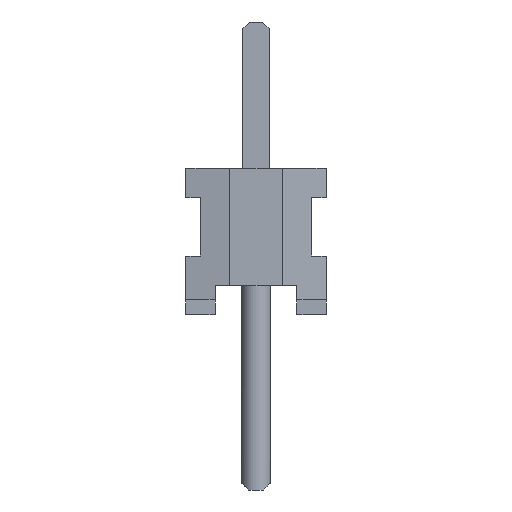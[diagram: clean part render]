
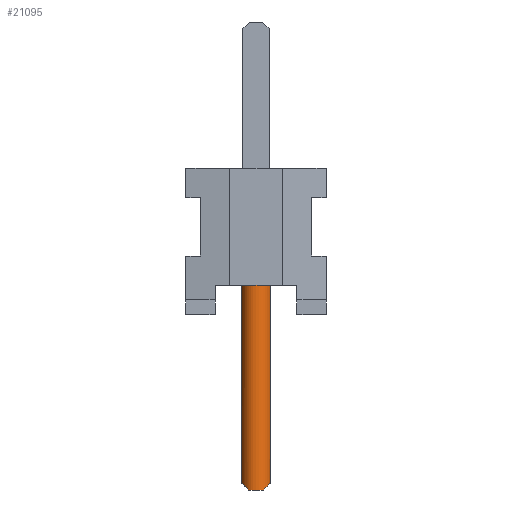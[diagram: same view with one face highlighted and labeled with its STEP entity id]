
A CAD part, left-side view. The second image highlights one B-rep face of the part: STEP entity #21095.
In plain terms, the highlighted cylindrical face has radius 0.254 mm (diameter 0.508 mm), a full revolution.
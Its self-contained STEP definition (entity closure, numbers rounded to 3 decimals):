
#19889 = EDGE_CURVE('',#19890,#19892,#19894,.T.);
#19890 = VERTEX_POINT('',#19891);
#19891 = CARTESIAN_POINT('',(-9.779,0.,1.27));
#19892 = VERTEX_POINT('',#19893);
#19893 = CARTESIAN_POINT('',(-9.305,0.127,1.27));
#19894 = CIRCLE('',#19895,0.254);
#19895 = AXIS2_PLACEMENT_3D('',#19896,#19897,#19898);
#19896 = CARTESIAN_POINT('',(-9.525,0.,1.27));
#19897 = DIRECTION('',(0.,0.,1.));
#19898 = DIRECTION('',(1.,0.,0.));
#19900 = EDGE_CURVE('',#19892,#19890,#19901,.T.);
#19901 = CIRCLE('',#19902,0.254);
#19902 = AXIS2_PLACEMENT_3D('',#19903,#19904,#19905);
#19903 = CARTESIAN_POINT('',(-9.525,0.,1.27));
#19904 = DIRECTION('',(0.,0.,1.));
#19905 = DIRECTION('',(1.,0.,0.));
#21095 = ADVANCED_FACE('',(#21096),#21142,.T.);
#21096 = FACE_BOUND('',#21097,.T.);
#21097 = EDGE_LOOP('',(#21098,#21099,#21106,#21115,#21124,#21133,#21140,
    #21141));
#21098 = ORIENTED_EDGE('',*,*,#19900,.F.);
#21099 = ORIENTED_EDGE('',*,*,#21100,.T.);
#21100 = EDGE_CURVE('',#19892,#21101,#21103,.T.);
#21101 = VERTEX_POINT('',#21102);
#21102 = CARTESIAN_POINT('',(-9.305,0.127,-3.048));
#21103 = B_SPLINE_CURVE_WITH_KNOTS('',1,(#21104,#21105),.UNSPECIFIED.,
  .F.,.F.,(2,2),(0.,4.318),.PIECEWISE_BEZIER_KNOTS.);
#21104 = CARTESIAN_POINT('',(-9.305,0.127,1.27));
#21105 = CARTESIAN_POINT('',(-9.305,0.127,-3.048));
#21106 = ORIENTED_EDGE('',*,*,#21107,.T.);
#21107 = EDGE_CURVE('',#21101,#21108,#21110,.T.);
#21108 = VERTEX_POINT('',#21109);
#21109 = CARTESIAN_POINT('',(-9.745,0.127,-3.048));
#21110 = ELLIPSE('',#21111,0.359,0.254);
#21111 = AXIS2_PLACEMENT_3D('',#21112,#21113,#21114);
#21112 = CARTESIAN_POINT('',(-9.525,0.,-3.175));
#21113 = DIRECTION('',(0.,-0.707,0.707));
#21114 = DIRECTION('',(0.,-0.707,-0.707));
#21115 = ORIENTED_EDGE('',*,*,#21116,.T.);
#21116 = EDGE_CURVE('',#21108,#21117,#21119,.T.);
#21117 = VERTEX_POINT('',#21118);
#21118 = CARTESIAN_POINT('',(-9.745,-0.127,-3.048));
#21119 = CIRCLE('',#21120,0.254);
#21120 = AXIS2_PLACEMENT_3D('',#21121,#21122,#21123);
#21121 = CARTESIAN_POINT('',(-9.525,0.,-3.048));
#21122 = DIRECTION('',(0.,0.,1.));
#21123 = DIRECTION('',(0.,-1.,0.));
#21124 = ORIENTED_EDGE('',*,*,#21125,.T.);
#21125 = EDGE_CURVE('',#21117,#21126,#21128,.T.);
#21126 = VERTEX_POINT('',#21127);
#21127 = CARTESIAN_POINT('',(-9.305,-0.127,-3.048));
#21128 = ELLIPSE('',#21129,0.359,0.254);
#21129 = AXIS2_PLACEMENT_3D('',#21130,#21131,#21132);
#21130 = CARTESIAN_POINT('',(-9.525,0.,-3.175));
#21131 = DIRECTION('',(0.,0.707,0.707));
#21132 = DIRECTION('',(0.,0.707,-0.707));
#21133 = ORIENTED_EDGE('',*,*,#21134,.T.);
#21134 = EDGE_CURVE('',#21126,#21101,#21135,.T.);
#21135 = CIRCLE('',#21136,0.254);
#21136 = AXIS2_PLACEMENT_3D('',#21137,#21138,#21139);
#21137 = CARTESIAN_POINT('',(-9.525,0.,-3.048));
#21138 = DIRECTION('',(0.,0.,1.));
#21139 = DIRECTION('',(0.,-1.,0.));
#21140 = ORIENTED_EDGE('',*,*,#21100,.F.);
#21141 = ORIENTED_EDGE('',*,*,#19889,.F.);
#21142 = CYLINDRICAL_SURFACE('',#21143,0.254);
#21143 = AXIS2_PLACEMENT_3D('',#21144,#21145,#21146);
#21144 = CARTESIAN_POINT('',(-9.525,0.,1.27));
#21145 = DIRECTION('',(0.,0.,-1.));
#21146 = DIRECTION('',(0.,1.,0.));
